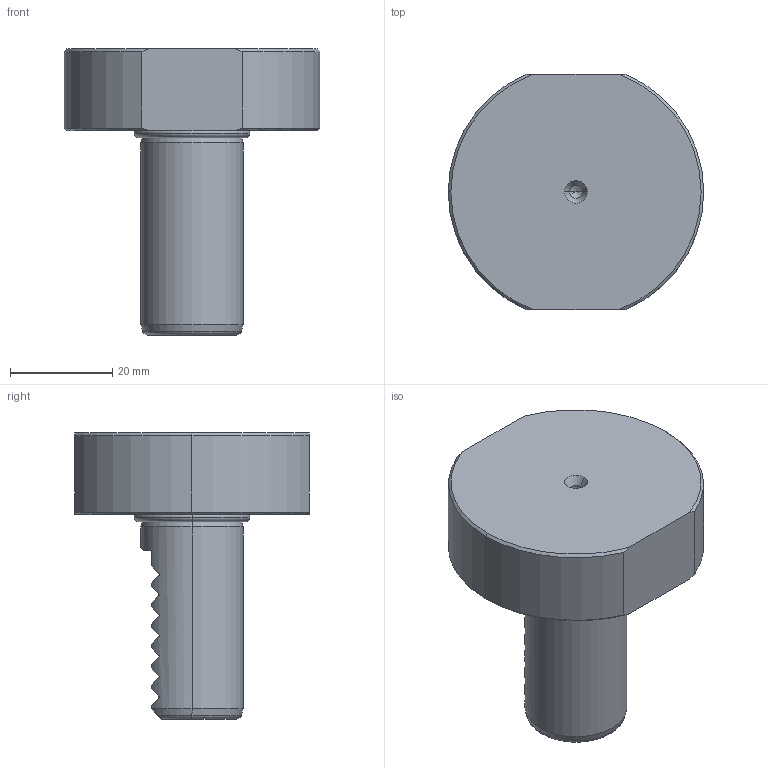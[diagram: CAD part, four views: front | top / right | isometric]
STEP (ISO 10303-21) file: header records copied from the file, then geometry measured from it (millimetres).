
FILE_DESCRIPTION (( 'STEP AP203' ), '1' );
FILE_NAME ('STEP.STEP', '2020-05-13T04:53:11', ( '' ), ( '' ), 'SwSTEP 2.0', 'SolidWorks 2017', '' );
FILE_SCHEMA (( 'CONFIG_CONTROL_DESIGN' ));
Length unit declared in the file: millimetre
Products named in the file (1): STEP
Bounding box: 50 x 46 x 56 mm (x, y, z)
Volume: 41407.5 mm3; surface area: 9606.2 mm2
Topology: 2 solids, 2 shells, 90 faces, 224 edges, 136 vertices
Faces by surface type: plane 32, cone 23, cylinder 22, torus 13
Entity records: 2815 total; most frequent: CARTESIAN_POINT 708, ORIENTED_EDGE 436, DIRECTION 421, EDGE_CURVE 218, AXIS2_PLACEMENT_3D 167, VERTEX_POINT 136, EDGE_LOOP 96, FACE_OUTER_BOUND 90
